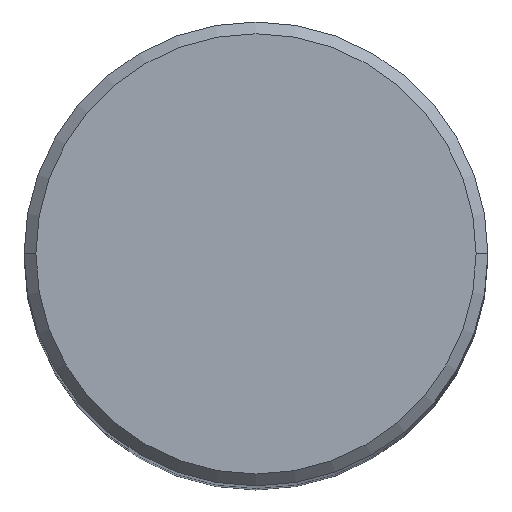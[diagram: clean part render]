
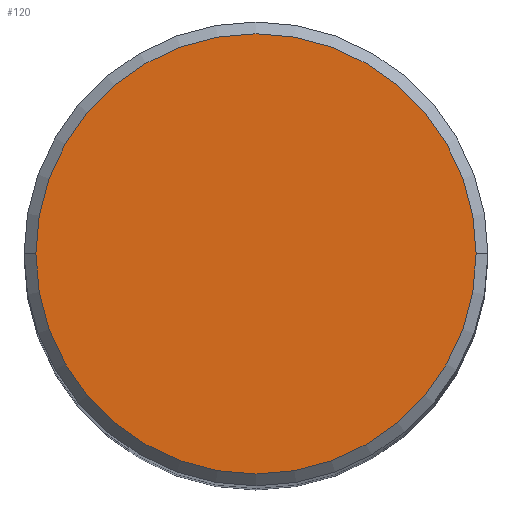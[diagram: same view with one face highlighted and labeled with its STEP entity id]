
A CAD part, top view. The second image highlights one B-rep face of the part: STEP entity #120.
In plain terms, the highlighted planar face has unit normal (0, 0, 1).
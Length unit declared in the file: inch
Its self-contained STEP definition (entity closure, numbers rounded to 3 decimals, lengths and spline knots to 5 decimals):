
#11 = CARTESIAN_POINT ( 'NONE',  ( 0., 0.3737, 0. ) ) ;
#27 = CIRCLE ( 'NONE', #113, 0.3737 ) ;
#53 = CARTESIAN_POINT ( 'NONE',  ( 0., 0., 0. ) ) ;
#60 = DIRECTION ( 'NONE',  ( 0., 0., 1. ) ) ;
#87 = DIRECTION ( 'NONE',  ( 0., 0., 1. ) ) ;
#98 = DIRECTION ( 'NONE',  ( 0., 0., -1. ) ) ;
#101 = FACE_OUTER_BOUND ( 'NONE', #166, .T. ) ;
#113 = AXIS2_PLACEMENT_3D ( 'NONE', #53, #87, #152 ) ;
#120 = ADVANCED_FACE ( 'NONE', ( #101 ), #235, .F. ) ;
#126 = DIRECTION ( 'NONE',  ( 1., 0., 0. ) ) ;
#152 = DIRECTION ( 'NONE',  ( 1., 0., 0. ) ) ;
#166 = EDGE_LOOP ( 'NONE', ( #268, #413 ) ) ;
#172 = AXIS2_PLACEMENT_3D ( 'NONE', #181, #60, #126 ) ;
#176 = CARTESIAN_POINT ( 'NONE',  ( 0.3737, 0., 0. ) ) ;
#181 = CARTESIAN_POINT ( 'NONE',  ( 0., 0., 0. ) ) ;
#199 = AXIS2_PLACEMENT_3D ( 'NONE', #11, #98, #328 ) ;
#235 = PLANE ( 'NONE',  #199 ) ;
#246 = VERTEX_POINT ( 'NONE', #176 ) ;
#267 = EDGE_CURVE ( 'NONE', #246, #374, #27, .T. ) ;
#268 = ORIENTED_EDGE ( 'NONE', *, *, #360, .T. ) ;
#274 = CARTESIAN_POINT ( 'NONE',  ( -0.3737, 0., 0. ) ) ;
#328 = DIRECTION ( 'NONE',  ( -1., 0., 0. ) ) ;
#360 = EDGE_CURVE ( 'NONE', #374, #246, #372, .T. ) ;
#372 = CIRCLE ( 'NONE', #172, 0.3737 ) ;
#374 = VERTEX_POINT ( 'NONE', #274 ) ;
#413 = ORIENTED_EDGE ( 'NONE', *, *, #267, .T. ) ;
